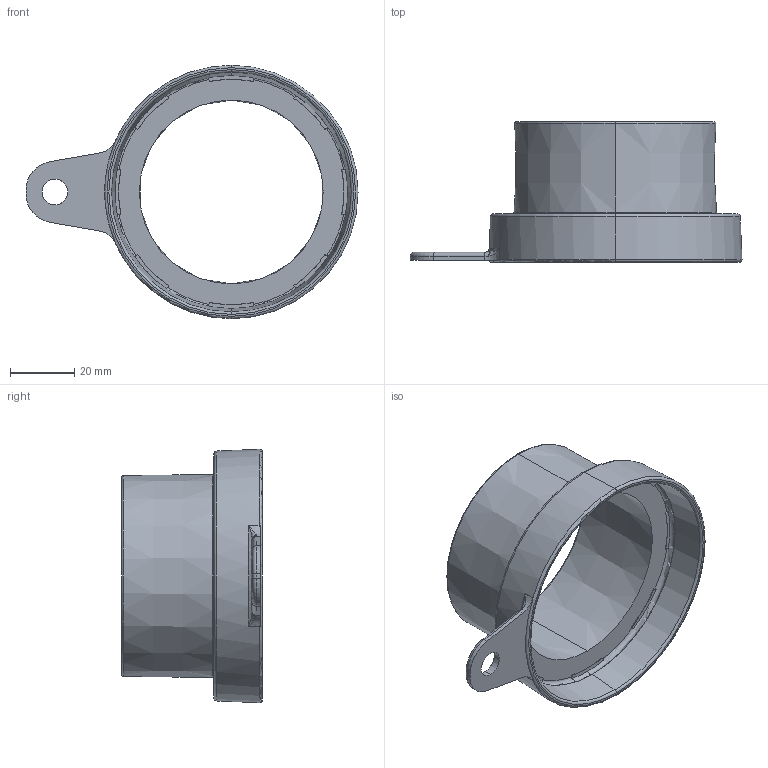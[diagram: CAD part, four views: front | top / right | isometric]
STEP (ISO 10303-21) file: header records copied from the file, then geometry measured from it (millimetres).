
FILE_DESCRIPTION (( 'STEP AP203' ), '1' );
FILE_NAME ('Shop Vacuum Hose Adapter With Tab.STEP', '2005-02-04T17:49:39', ( 'mark lockwood' ), ( 'lockwood products inc.' ), 'SwSTEP 2.0', 'SolidWorks 2004146', '' );
FILE_SCHEMA (( 'CONFIG_CONTROL_DESIGN' ));
Length unit declared in the file: inch
Products named in the file (1): Shop Vacuum Hose Adapter With Tab
Bounding box: 103.5 x 43.76 x 79 mm (x, y, z)
Volume: 27381.2 mm3; surface area: 22842.3 mm2
Topology: 1 solids, 1 shells, 89 faces, 227 edges, 142 vertices
Faces by surface type: plane 36, torus 26, cone 23, bspline 2, cylinder 2
Entity records: 4115 total; most frequent: CARTESIAN_POINT 1801, DIRECTION 518, ORIENTED_EDGE 454, EDGE_CURVE 227, AXIS2_PLACEMENT_3D 223, VERTEX_POINT 142, CIRCLE 135, EDGE_LOOP 95
